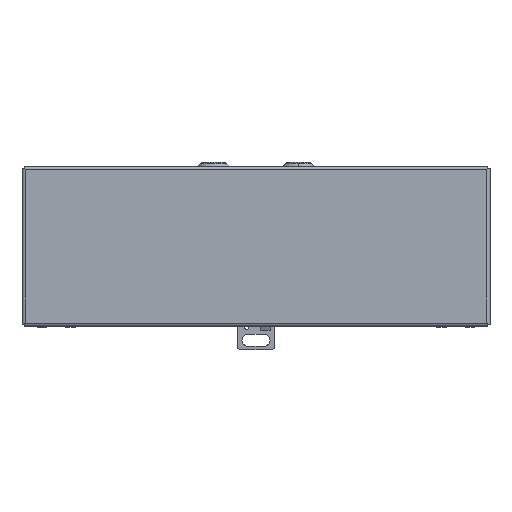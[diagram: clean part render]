
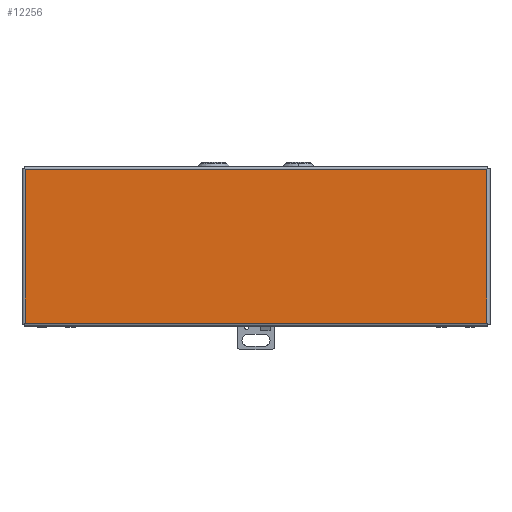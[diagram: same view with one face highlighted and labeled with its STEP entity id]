
A CAD part, top view. The second image highlights one B-rep face of the part: STEP entity #12256.
In plain terms, the highlighted planar face has unit normal (0, 0, 1).
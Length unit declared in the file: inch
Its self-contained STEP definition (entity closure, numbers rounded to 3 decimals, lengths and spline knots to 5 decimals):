
#250 = EDGE_CURVE ( 'NONE', #5859, #14974, #1403, .T. ) ;
#378 = VERTEX_POINT ( 'NONE', #406 ) ;
#406 = CARTESIAN_POINT ( 'NONE',  ( -6.1585, -0.029, 6.0285 ) ) ;
#423 = LINE ( 'NONE', #6576, #491 ) ;
#491 = VECTOR ( 'NONE', #11423, 39.37008 ) ;
#588 = CARTESIAN_POINT ( 'NONE',  ( -6.1585, -4.135, 6.0285 ) ) ;
#665 = CARTESIAN_POINT ( 'NONE',  ( -6.1585, -0.029, 6.0285 ) ) ;
#1403 = LINE ( 'NONE', #3898, #13776 ) ;
#1617 = ORIENTED_EDGE ( 'NONE', *, *, #4733, .F. ) ;
#1736 = ORIENTED_EDGE ( 'NONE', *, *, #9657, .F. ) ;
#2692 = CARTESIAN_POINT ( 'NONE',  ( 6.1585, -4.135, 6.0285 ) ) ;
#3580 = VECTOR ( 'NONE', #5619, 39.37008 ) ;
#3653 = FACE_OUTER_BOUND ( 'NONE', #9851, .T. ) ;
#3898 = CARTESIAN_POINT ( 'NONE',  ( 6.1585, -0.029, 6.0285 ) ) ;
#4134 = VERTEX_POINT ( 'NONE', #4557 ) ;
#4400 = ORIENTED_EDGE ( 'NONE', *, *, #250, .F. ) ;
#4557 = CARTESIAN_POINT ( 'NONE',  ( -6.1585, -4.135, 6.0285 ) ) ;
#4733 = EDGE_CURVE ( 'NONE', #14974, #4134, #423, .T. ) ;
#5619 = DIRECTION ( 'NONE',  ( 0., 1., 0. ) ) ;
#5859 = VERTEX_POINT ( 'NONE', #11538 ) ;
#6576 = CARTESIAN_POINT ( 'NONE',  ( 6.1585, -4.135, 6.0285 ) ) ;
#8485 = AXIS2_PLACEMENT_3D ( 'NONE', #10744, #9624, #14478 ) ;
#8763 = DIRECTION ( 'NONE',  ( 0., -1., 0. ) ) ;
#8840 = ORIENTED_EDGE ( 'NONE', *, *, #9695, .F. ) ;
#9451 = VECTOR ( 'NONE', #10243, 39.37008 ) ;
#9624 = DIRECTION ( 'NONE',  ( 0., 0., 1. ) ) ;
#9657 = EDGE_CURVE ( 'NONE', #4134, #378, #11516, .T. ) ;
#9695 = EDGE_CURVE ( 'NONE', #378, #5859, #10557, .T. ) ;
#9851 = EDGE_LOOP ( 'NONE', ( #1736, #1617, #4400, #8840 ) ) ;
#10243 = DIRECTION ( 'NONE',  ( 1., 0., 0. ) ) ;
#10557 = LINE ( 'NONE', #665, #9451 ) ;
#10744 = CARTESIAN_POINT ( 'NONE',  ( 6.1585, -0.029, 6.0285 ) ) ;
#11423 = DIRECTION ( 'NONE',  ( -1., 0., 0. ) ) ;
#11516 = LINE ( 'NONE', #588, #3580 ) ;
#11538 = CARTESIAN_POINT ( 'NONE',  ( 6.1585, -0.029, 6.0285 ) ) ;
#12256 = ADVANCED_FACE ( 'NONE', ( #3653 ), #14246, .T. ) ;
#13776 = VECTOR ( 'NONE', #8763, 39.37008 ) ;
#14246 = PLANE ( 'NONE',  #8485 ) ;
#14478 = DIRECTION ( 'NONE',  ( -1., 0., 0. ) ) ;
#14974 = VERTEX_POINT ( 'NONE', #2692 ) ;
